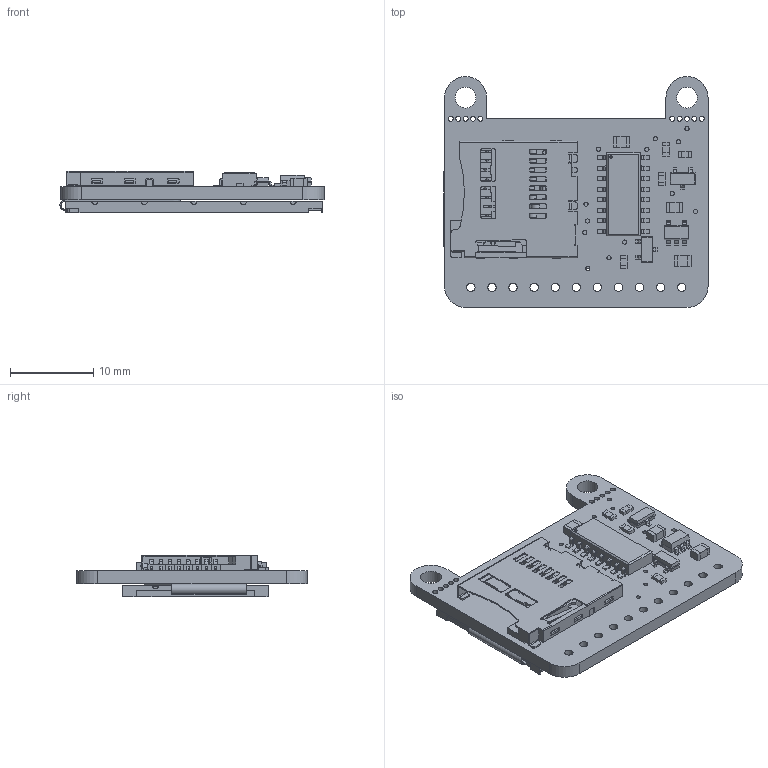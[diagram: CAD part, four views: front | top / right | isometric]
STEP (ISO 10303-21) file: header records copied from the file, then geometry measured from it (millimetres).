
FILE_DESCRIPTION(/* description */ (''),/* implementation_level */ '2;1');
FILE_NAME(/* name */ 'PCB Component.step',/* time_stamp */ '2022-10-13T15:56:55-04:00',/* author */ (''),/* organization */ (''),/* preprocessor_version */ 'ST-DEVELOPER v19',/* originating_system */ 'Autodesk Translation Framework v11.7.0.108',/* authorisation */ '');
FILE_SCHEMA (('AUTOMOTIVE_DESIGN { 1 0 10303 214 3 1 1 }'));
Length unit declared in the file: millimetre
Products named in the file (10): PCB Component; Board; APX803; 10K; MICROSD; 10µF; 74HC4050D; MIC5225-3.3; MMBT2222; DISP_LCD_GENERIC_SPI_1.14IN_240X135_WRAPUNDER
Assembly tree (14 placements, depth 2):
  PCB Component
    Board
    APX803
    10K  x4
    MICROSD
    10µF  x3
    74HC4050D
    MIC5225-3.3
    MMBT2222
    DISP_LCD_GENERIC_SPI_1.14IN_240X135_WRAPUNDER
Bounding box: 31.82 x 27.81 x 4.97 mm (x, y, z)
Volume: 2049.7 mm3; surface area: 4721.7 mm2
Topology: 14 solids, 14 shells, 1482 faces, 4125 edges, 2709 vertices
Faces by surface type: plane 1054, cylinder 428
Full cylindrical faces by diameter (mm): 0.3 x1, 0.5 x31, 0.6 x10, 0.762 x4, 1 x15, 2.5 x2
Entity records: 47197 total; most frequent: CARTESIAN_POINT 7970, ORIENTED_EDGE 7890, DIRECTION 7672, EDGE_CURVE 3945, LINE 3090, VECTOR 3090, VERTEX_POINT 2589, AXIS2_PLACEMENT_3D 2291
